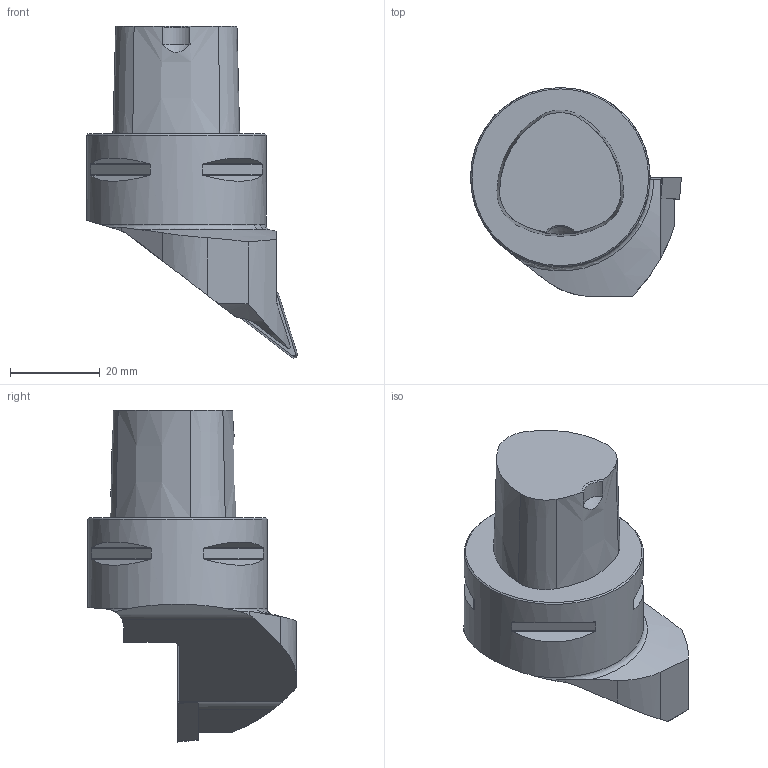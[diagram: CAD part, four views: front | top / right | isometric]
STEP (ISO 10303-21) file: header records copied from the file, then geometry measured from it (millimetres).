
FILE_DESCRIPTION(/* description */ (''),/* implementation_level */ '2;1');
FILE_NAME(/* name */ 'TOOLASSEMBLY_1.STP',/* time_stamp */ '2023-11-14T12:44:02+01:00',/* author */ (''),/* organization */ ('SMS'),/* preprocessor_version */ 'ST-DEVELOPER v16.7',/* originating_system */ 'SIEMENS PLM Software NX 12.0',/* authorisation */ '');
FILE_SCHEMA (('AUTOMOTIVE_DESIGN { 1 0 10303 214 3 1 1 1 }'));
Length unit declared in the file: millimetre
Products named in the file (4): ASSEMBLY_CONSTRUCTION; IsoTurningInsert; NOCUT_20231114124202; TOOLASSEMBLY_1
Assembly tree (3 placements, depth 2):
  TOOLASSEMBLY_1
    NOCUT_20231114124202
    IsoTurningInsert
    ASSEMBLY_CONSTRUCTION
Bounding box: 47 x 46.5 x 74 mm (x, y, z)
Volume: 51299.8 mm3; surface area: 10086.5 mm2
Topology: 2 solids, 2 shells, 129 faces, 337 edges, 222 vertices
Faces by surface type: plane 56, cone 27, cylinder 26, extrusion 12, torus 7, sphere 1
Full cylindrical faces by diameter (mm): 3.5 x1, 4.4 x1, 5.25 x1, 40 x1
Entity records: 4934 total; most frequent: CARTESIAN_POINT 1700, DIRECTION 645, ORIENTED_EDGE 634, EDGE_CURVE 317, AXIS2_PLACEMENT_3D 252, VERTEX_POINT 212, EDGE_LOOP 150, VECTOR 141
